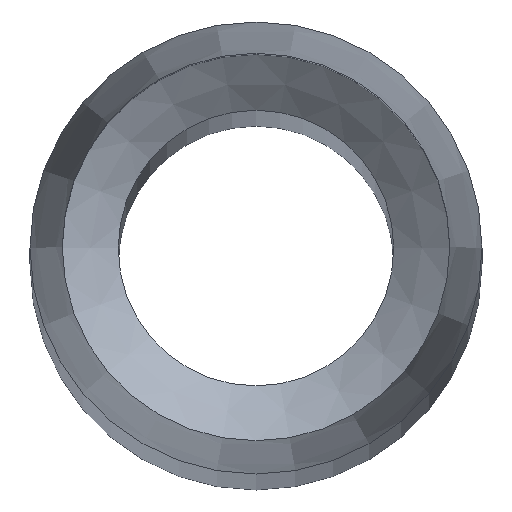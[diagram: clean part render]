
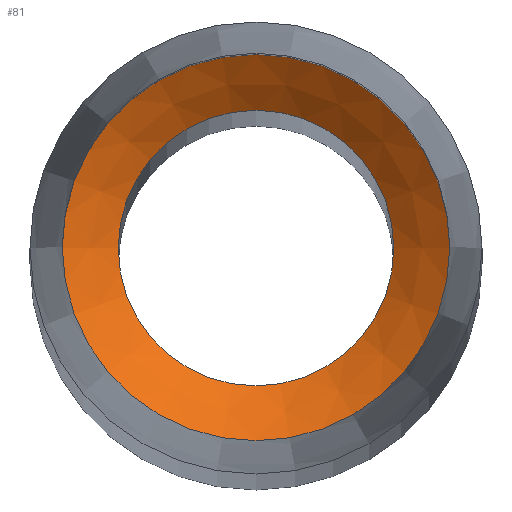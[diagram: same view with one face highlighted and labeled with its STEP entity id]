
A CAD part, top view. The second image highlights one B-rep face of the part: STEP entity #81.
In plain terms, the highlighted conical face has half-angle 54.846 degrees and reference radius 22.225 mm.
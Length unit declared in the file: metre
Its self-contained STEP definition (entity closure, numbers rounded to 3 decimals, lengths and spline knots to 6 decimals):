
#21=CONICAL_SURFACE('',#102,0.022225,0.957);
#25=ORIENTED_EDGE('',*,*,#37,.F.);
#26=ORIENTED_EDGE('',*,*,#35,.T.);
#35=EDGE_CURVE('',#41,#41,#47,.T.);
#37=EDGE_CURVE('',#43,#43,#49,.T.);
#41=VERTEX_POINT('',#140);
#43=VERTEX_POINT('',#145);
#47=CIRCLE('',#100,0.022225);
#49=CIRCLE('',#103,0.031242);
#55=EDGE_LOOP('',(#25));
#56=EDGE_LOOP('',(#26));
#67=FACE_BOUND('',#55,.T.);
#68=FACE_BOUND('',#56,.T.);
#81=ADVANCED_FACE('',(#67,#68),#21,.F.);
#100=AXIS2_PLACEMENT_3D('',#139,#115,#116);
#102=AXIS2_PLACEMENT_3D('',#143,#119,#120);
#103=AXIS2_PLACEMENT_3D('',#144,#121,#122);
#115=DIRECTION('',(0.,0.,-1.));
#116=DIRECTION('',(-1.,0.,0.));
#119=DIRECTION('',(0.,0.,1.));
#120=DIRECTION('',(1.,0.,0.));
#121=DIRECTION('',(0.,0.,-1.));
#122=DIRECTION('',(-1.,0.,0.));
#139=CARTESIAN_POINT('',(0.082489,-0.523875,1.165225));
#140=CARTESIAN_POINT('',(0.060264,-0.523875,1.165225));
#143=CARTESIAN_POINT('',(0.082489,-0.523875,1.165225));
#144=CARTESIAN_POINT('',(0.082489,-0.523875,1.171575));
#145=CARTESIAN_POINT('',(0.051247,-0.523875,1.171575));
